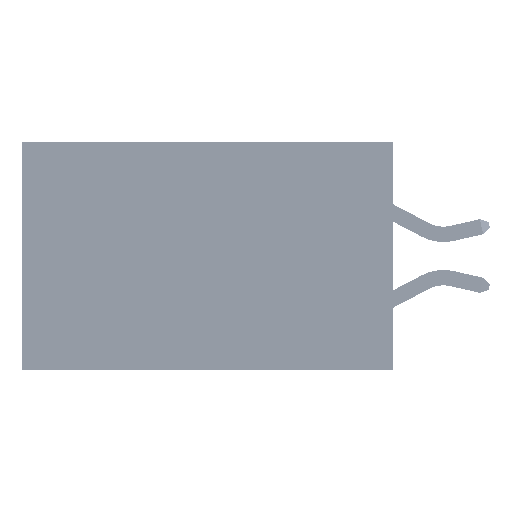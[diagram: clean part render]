
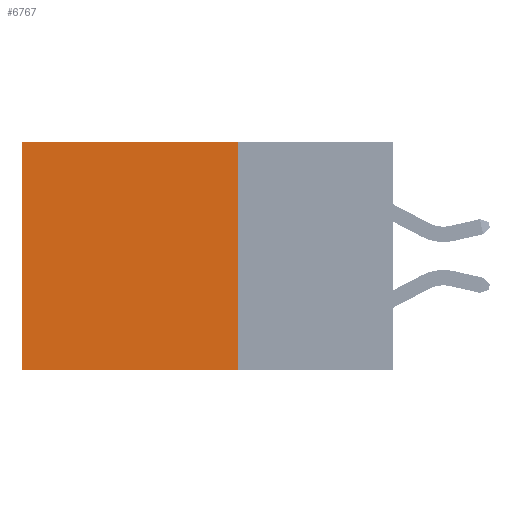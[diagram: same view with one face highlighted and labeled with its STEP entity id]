
A CAD part, left-side view. The second image highlights one B-rep face of the part: STEP entity #6767.
In plain terms, the highlighted planar face has unit normal (-1, 0, 0).
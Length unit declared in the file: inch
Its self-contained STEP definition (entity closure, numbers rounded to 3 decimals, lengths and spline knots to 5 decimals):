
#1649 = EDGE_CURVE ( 'NONE', #15734, #6847, #3036, .T. ) ;
#2444 = VECTOR ( 'NONE', #35199, 39.37008 ) ;
#3036 = LINE ( 'NONE', #28268, #18345 ) ;
#3356 = EDGE_CURVE ( 'NONE', #11747, #15734, #23398, .T. ) ;
#4391 = EDGE_CURVE ( 'NONE', #18794, #6847, #44214, .T. ) ;
#6322 = ORIENTED_EDGE ( 'NONE', *, *, #1649, .F. ) ;
#6713 = CARTESIAN_POINT ( 'NONE',  ( 0.2875, 0.6, 0. ) ) ;
#6767 = ADVANCED_FACE ( 'NONE', ( #16583 ), #45258, .F. ) ;
#6847 = VERTEX_POINT ( 'NONE', #45112 ) ;
#7959 = DIRECTION ( 'NONE',  ( 0., 0., -1. ) ) ;
#9733 = CARTESIAN_POINT ( 'NONE',  ( 0.2875, 0.25, 0. ) ) ;
#10377 = DIRECTION ( 'NONE',  ( 0., 0., -1. ) ) ;
#11248 = EDGE_CURVE ( 'NONE', #11747, #18794, #16064, .T. ) ;
#11747 = VERTEX_POINT ( 'NONE', #20543 ) ;
#11970 = CARTESIAN_POINT ( 'NONE',  ( 0.2875, 0.25, -0.37 ) ) ;
#14940 = CARTESIAN_POINT ( 'NONE',  ( 0.2875, 0.25, 0. ) ) ;
#15734 = VERTEX_POINT ( 'NONE', #11970 ) ;
#16064 = LINE ( 'NONE', #9733, #2444 ) ;
#16583 = FACE_OUTER_BOUND ( 'NONE', #44525, .T. ) ;
#18345 = VECTOR ( 'NONE', #32787, 39.37008 ) ;
#18794 = VERTEX_POINT ( 'NONE', #26047 ) ;
#20543 = CARTESIAN_POINT ( 'NONE',  ( 0.2875, 0.25, 0. ) ) ;
#23398 = LINE ( 'NONE', #14940, #38667 ) ;
#26047 = CARTESIAN_POINT ( 'NONE',  ( 0.2875, 0.6, 0. ) ) ;
#27110 = DIRECTION ( 'NONE',  ( 0., 0., -1. ) ) ;
#28099 = ORIENTED_EDGE ( 'NONE', *, *, #3356, .F. ) ;
#28268 = CARTESIAN_POINT ( 'NONE',  ( 0.2875, 0.25, -0.37 ) ) ;
#29061 = ORIENTED_EDGE ( 'NONE', *, *, #4391, .T. ) ;
#31172 = CARTESIAN_POINT ( 'NONE',  ( 0.2875, 0.25, 0. ) ) ;
#32787 = DIRECTION ( 'NONE',  ( 0., 1., 0. ) ) ;
#33449 = AXIS2_PLACEMENT_3D ( 'NONE', #31172, #34187, #27110 ) ;
#34187 = DIRECTION ( 'NONE',  ( 1., 0., 0. ) ) ;
#34232 = ORIENTED_EDGE ( 'NONE', *, *, #11248, .T. ) ;
#35199 = DIRECTION ( 'NONE',  ( 0., 1., 0. ) ) ;
#38667 = VECTOR ( 'NONE', #7959, 39.37008 ) ;
#42520 = VECTOR ( 'NONE', #10377, 39.37008 ) ;
#44214 = LINE ( 'NONE', #6713, #42520 ) ;
#44525 = EDGE_LOOP ( 'NONE', ( #29061, #6322, #28099, #34232 ) ) ;
#45112 = CARTESIAN_POINT ( 'NONE',  ( 0.2875, 0.6, -0.37 ) ) ;
#45258 = PLANE ( 'NONE',  #33449 ) ;
